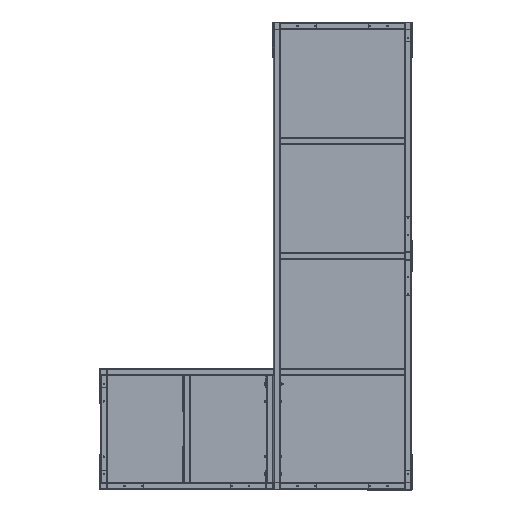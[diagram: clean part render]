
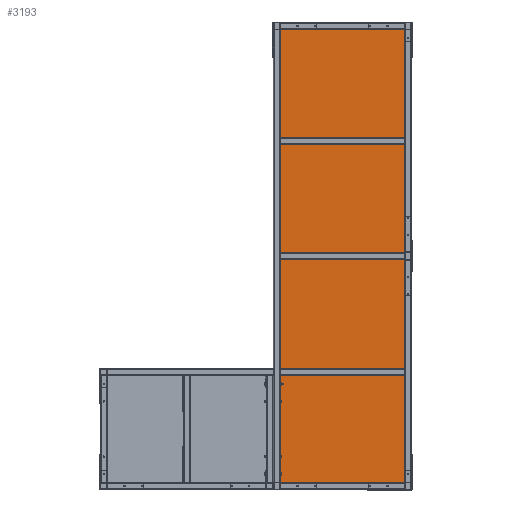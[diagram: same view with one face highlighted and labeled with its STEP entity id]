
A CAD part, front view. The second image highlights one B-rep face of the part: STEP entity #3193.
In plain terms, the highlighted planar face has unit normal (0, -1, 0).
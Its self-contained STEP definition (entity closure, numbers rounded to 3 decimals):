
#1143 = PLANE ( 'NONE',  #10149 ) ;
#1488 = ORIENTED_EDGE ( 'NONE', *, *, #23636, .F. ) ;
#1629 = LINE ( 'NONE', #18069, #13029 ) ;
#3025 = ORIENTED_EDGE ( 'NONE', *, *, #19115, .F. ) ;
#3193 = ADVANCED_FACE ( 'NONE', ( #17229 ), #1143, .T. ) ;
#4399 = DIRECTION ( 'NONE',  ( 0., -1., 0. ) ) ;
#4433 = CARTESIAN_POINT ( 'NONE',  ( 0., 0., 0. ) ) ;
#6239 = LINE ( 'NONE', #4433, #14233 ) ;
#7747 = CARTESIAN_POINT ( 'NONE',  ( 0., 0., -800. ) ) ;
#8209 = LINE ( 'NONE', #19567, #9208 ) ;
#8498 = CARTESIAN_POINT ( 'NONE',  ( 0., 0., 0. ) ) ;
#9208 = VECTOR ( 'NONE', #12078, 1000. ) ;
#9744 = ORIENTED_EDGE ( 'NONE', *, *, #10245, .F. ) ;
#10149 = AXIS2_PLACEMENT_3D ( 'NONE', #8498, #4399, #15418 ) ;
#10245 = EDGE_CURVE ( 'NONE', #17544, #11067, #6239, .T. ) ;
#10595 = EDGE_LOOP ( 'NONE', ( #1488, #3025, #15033, #9744 ) ) ;
#11067 = VERTEX_POINT ( 'NONE', #21496 ) ;
#12065 = CARTESIAN_POINT ( 'NONE',  ( 0., 0., -800. ) ) ;
#12078 = DIRECTION ( 'NONE',  ( 0., 0., -1. ) ) ;
#12200 = VERTEX_POINT ( 'NONE', #12769 ) ;
#12769 = CARTESIAN_POINT ( 'NONE',  ( 2700., 0., -800. ) ) ;
#13029 = VECTOR ( 'NONE', #19975, 1000. ) ;
#14233 = VECTOR ( 'NONE', #19306, 1000. ) ;
#14299 = CARTESIAN_POINT ( 'NONE',  ( 0., 0., 0. ) ) ;
#15033 = ORIENTED_EDGE ( 'NONE', *, *, #17759, .F. ) ;
#15418 = DIRECTION ( 'NONE',  ( 0., 0., -1. ) ) ;
#16610 = VECTOR ( 'NONE', #19549, 1000. ) ;
#17229 = FACE_OUTER_BOUND ( 'NONE', #10595, .T. ) ;
#17544 = VERTEX_POINT ( 'NONE', #14299 ) ;
#17759 = EDGE_CURVE ( 'NONE', #11067, #12200, #8209, .T. ) ;
#18069 = CARTESIAN_POINT ( 'NONE',  ( 0., 0., 0. ) ) ;
#19115 = EDGE_CURVE ( 'NONE', #12200, #21753, #19323, .T. ) ;
#19306 = DIRECTION ( 'NONE',  ( 1., 0., 0. ) ) ;
#19323 = LINE ( 'NONE', #12065, #16610 ) ;
#19549 = DIRECTION ( 'NONE',  ( -1., 0., 0. ) ) ;
#19567 = CARTESIAN_POINT ( 'NONE',  ( 2700., 0., 0. ) ) ;
#19975 = DIRECTION ( 'NONE',  ( 0., 0., 1. ) ) ;
#21496 = CARTESIAN_POINT ( 'NONE',  ( 2700., 0., 0. ) ) ;
#21753 = VERTEX_POINT ( 'NONE', #7747 ) ;
#23636 = EDGE_CURVE ( 'NONE', #21753, #17544, #1629, .T. ) ;
